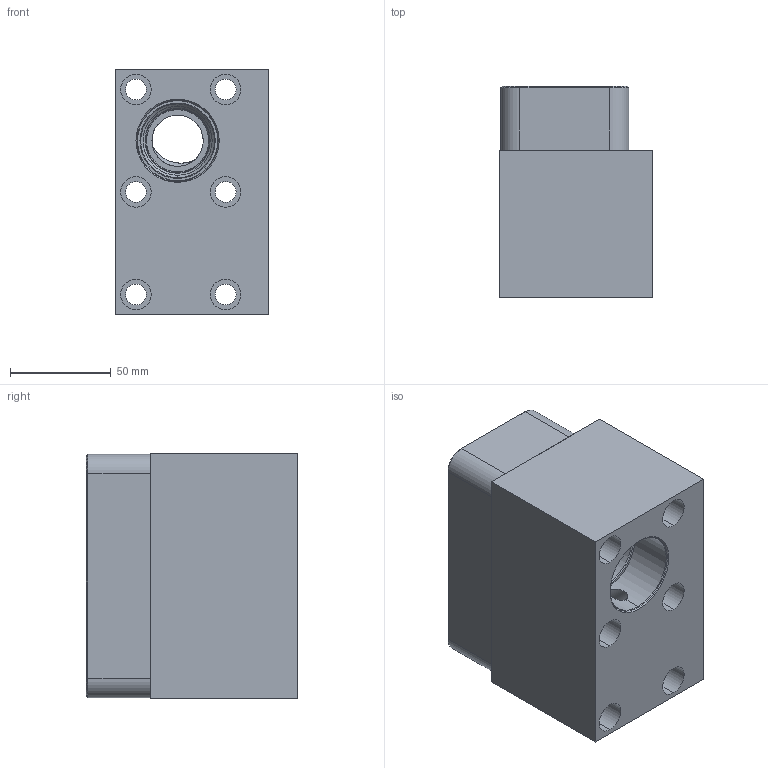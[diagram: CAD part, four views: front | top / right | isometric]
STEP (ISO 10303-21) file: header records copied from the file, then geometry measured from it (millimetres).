
FILE_DESCRIPTION((''),'2;1');
FILE_NAME('XYD_ASM','2020-01-29T',('ProEService'),(''),'PRO/ENGINEER BY PARAMETRIC TECHNOLOGY CORPORATION, 2014200','PRO/ENGINEER BY PARAMETRIC TECHNOLOGY CORPORATION, 2014200','');
FILE_SCHEMA(('CONFIG_CONTROL_DESIGN'));
Length unit declared in the file: inch
Products named in the file (2): 152-146-001; XYD_ASM
Assembly tree (1 placements, depth 2):
  XYD_ASM
    152-146-001
Bounding box: 76.2 x 104.78 x 121.44 mm (x, y, z)
Volume: 680209.8 mm3; surface area: 98731.8 mm2
Topology: 1 solids, 1 shells, 105 faces, 441 edges, 445 vertices
Faces by surface type: cylinder 52, cone 26, plane 23, torus 4
Entity records: 5045 total; most frequent: CARTESIAN_POINT 1405, DIRECTION 779, ORIENTED_EDGE 538, VECTOR 291, LINE 291, EDGE_CURVE 269, AXIS2_PLACEMENT_3D 244, VERTEX_POINT 174
